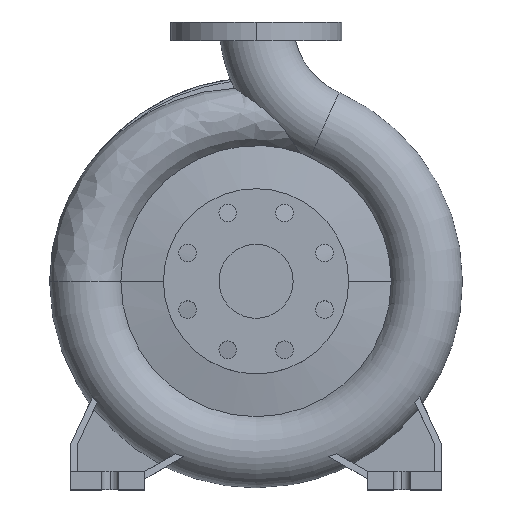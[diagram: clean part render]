
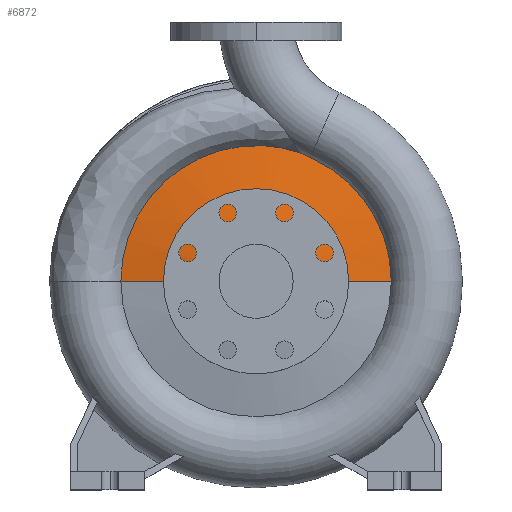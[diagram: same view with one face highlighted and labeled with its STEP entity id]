
A CAD part, top view. The second image highlights one B-rep face of the part: STEP entity #6872.
In plain terms, the highlighted conical face has half-angle 80 degrees and reference radius 217.521 mm.
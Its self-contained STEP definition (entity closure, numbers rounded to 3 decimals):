
#14 = ORIENTED_EDGE ( 'NONE', *, *, #298, .T. ) ;
#125 = CARTESIAN_POINT ( 'NONE',  ( 54.764, 135.377, 15.136 ) ) ;
#226 = CARTESIAN_POINT ( 'NONE',  ( -141.218, 37.165, 15.132 ) ) ;
#293 = CARTESIAN_POINT ( 'NONE',  ( 0., 0., 32.5 ) ) ;
#298 = EDGE_CURVE ( 'NONE', #10640, #13471, #3860, .T. ) ;
#598 = CARTESIAN_POINT ( 'NONE',  ( -106.722, 100.054, 15.101 ) ) ;
#743 = CARTESIAN_POINT ( 'NONE',  ( -82.7, 120.725, 15.078 ) ) ;
#893 = CARTESIAN_POINT ( 'NONE',  ( -115.137, 90.018, 15.107 ) ) ;
#1057 = VERTEX_POINT ( 'NONE', #1901 ) ;
#1082 = CARTESIAN_POINT ( 'NONE',  ( 47.294, 139.112, 14.968 ) ) ;
#1170 = CIRCLE ( 'NONE', #9422, 145.974 ) ;
#1409 = CARTESIAN_POINT ( 'NONE',  ( 0., 0., 2.521 ) ) ;
#1617 = LINE ( 'NONE', #9450, #11881 ) ;
#1694 = CARTESIAN_POINT ( 'NONE',  ( -75.348, 125.459, 15.072 ) ) ;
#1778 = CARTESIAN_POINT ( 'NONE',  ( 36.22, 142.456, 14.978 ) ) ;
#1847 = CARTESIAN_POINT ( 'NONE',  ( -72.844, 126.941, 15.07 ) ) ;
#1901 = CARTESIAN_POINT ( 'NONE',  ( -47.5, 0., 32.5 ) ) ;
#2324 = VERTEX_POINT ( 'NONE', #4570 ) ;
#2516 = CARTESIAN_POINT ( 'NONE',  ( -137.331, 49.649, 15.128 ) ) ;
#2878 = CARTESIAN_POINT ( 'NONE',  ( -36.909, 141.806, 15.04 ) ) ;
#2961 = CARTESIAN_POINT ( 'NONE',  ( -24.113, 144.625, 15.027 ) ) ;
#3030 = CARTESIAN_POINT ( 'NONE',  ( 1.725, 146.816, 15.006 ) ) ;
#3538 = B_SPLINE_CURVE_WITH_KNOTS ( 'NONE', 3,
 ( #10627, #12569, #4794, #11458, #13742, #226, #9230, #8130, #12646, #8195, #2516, #12709, #7011, #10488, #4861, #7080, #5977, #893, #5085, #3975, #9600, #598, #11811, #8416, #5377, #743, #7526, #9895, #1694, #1847, #13153, #10710, #8645, #13001, #14104, #2878, #4135, #7602, #11967, #8487, #2961, #6342, #7457, #3030, #14178, #12040, #6192, #7381, #11898, #1778, #8714, #6269 ),
 .UNSPECIFIED., .F., .F.,
 ( 4, 2, 2, 2, 2, 2, 2, 2, 2, 2, 2, 2, 2, 2, 2, 2, 2, 2, 2, 2, 2, 2, 2, 2, 2, 4 ),
 ( 0., 0.017, 0.035, 0.043, 0.048, 0.052, 0.069, 0.086, 0.095, 0.099, 0.104, 0.121, 0.138, 0.147, 0.151, 0.156, 0.173, 0.19, 0.194, 0.199, 0.207, 0.225, 0.242, 0.251, 0.259, 0.276 ),
 .UNSPECIFIED. ) ;
#3770 = AXIS2_PLACEMENT_3D ( 'NONE', #1409, #7978, #5831 ) ;
#3860 = B_SPLINE_CURVE_WITH_KNOTS ( 'NONE', 3,
 ( #8907, #125, #14458, #1082 ),
 .UNSPECIFIED., .F., .F.,
 ( 4, 4 ),
 ( 0.022, 0.034 ),
 .UNSPECIFIED. ) ;
#3975 = CARTESIAN_POINT ( 'NONE',  ( -112.396, 93.433, 15.105 ) ) ;
#4135 = CARTESIAN_POINT ( 'NONE',  ( -35.502, 142.173, 15.038 ) ) ;
#4570 = CARTESIAN_POINT ( 'NONE',  ( -145.974, 0., 15.136 ) ) ;
#4653 = ORIENTED_EDGE ( 'NONE', *, *, #5018, .T. ) ;
#4794 = CARTESIAN_POINT ( 'NONE',  ( -145.626, 11.625, 15.136 ) ) ;
#4809 = ORIENTED_EDGE ( 'NONE', *, *, #10003, .F. ) ;
#4861 = CARTESIAN_POINT ( 'NONE',  ( -124.305, 76.994, 15.113 ) ) ;
#5018 = EDGE_CURVE ( 'NONE', #6383, #10640, #1170, .T. ) ;
#5085 = CARTESIAN_POINT ( 'NONE',  ( -114.234, 91.165, 15.106 ) ) ;
#5130 = CARTESIAN_POINT ( 'NONE',  ( 47.5, 0., 32.5 ) ) ;
#5377 = CARTESIAN_POINT ( 'NONE',  ( -89.746, 115.641, 15.085 ) ) ;
#5471 = LINE ( 'NONE', #7764, #5658 ) ;
#5658 = VECTOR ( 'NONE', #12280, 1000. ) ;
#5831 = DIRECTION ( 'NONE',  ( -1., 0., 0. ) ) ;
#5977 = CARTESIAN_POINT ( 'NONE',  ( -117.783, 86.546, 15.108 ) ) ;
#6111 = DIRECTION ( 'NONE',  ( -0.985, 0., -0.174 ) ) ;
#6166 = EDGE_LOOP ( 'NONE', ( #14611, #9031, #4653, #14, #9530, #4809 ) ) ;
#6192 = CARTESIAN_POINT ( 'NONE',  ( 19.099, 145.571, 14.993 ) ) ;
#6269 = CARTESIAN_POINT ( 'NONE',  ( 47.294, 139.112, 14.968 ) ) ;
#6342 = CARTESIAN_POINT ( 'NONE',  ( -15.53, 145.926, 15.02 ) ) ;
#6383 = VERTEX_POINT ( 'NONE', #8853 ) ;
#6678 = EDGE_CURVE ( 'NONE', #14565, #6383, #5471, .T. ) ;
#6872 = ADVANCED_FACE ( 'NONE', ( #9098 ), #10149, .T. ) ;
#7011 = CARTESIAN_POINT ( 'NONE',  ( -132.477, 61.772, 15.122 ) ) ;
#7070 = DIRECTION ( 'NONE',  ( 1., 0., 0. ) ) ;
#7080 = CARTESIAN_POINT ( 'NONE',  ( -119.47, 84.19, 15.11 ) ) ;
#7381 = CARTESIAN_POINT ( 'NONE',  ( 24.858, 144.727, 14.988 ) ) ;
#7457 = CARTESIAN_POINT ( 'NONE',  ( -9.791, 146.449, 15.015 ) ) ;
#7494 = EDGE_CURVE ( 'NONE', #14565, #1057, #13243, .T. ) ;
#7526 = CARTESIAN_POINT ( 'NONE',  ( -80.294, 122.354, 15.076 ) ) ;
#7602 = CARTESIAN_POINT ( 'NONE',  ( -32.672, 142.866, 15.035 ) ) ;
#7764 = CARTESIAN_POINT ( 'NONE',  ( 217.521, 0., 2.521 ) ) ;
#7978 = DIRECTION ( 'NONE',  ( 0., 0., -1. ) ) ;
#8130 = CARTESIAN_POINT ( 'NONE',  ( -139.192, 44.123, 15.13 ) ) ;
#8195 = CARTESIAN_POINT ( 'NONE',  ( -137.819, 48.271, 15.128 ) ) ;
#8416 = CARTESIAN_POINT ( 'NONE',  ( -94.212, 111.994, 15.09 ) ) ;
#8487 = CARTESIAN_POINT ( 'NONE',  ( -26.969, 144.105, 15.03 ) ) ;
#8645 = CARTESIAN_POINT ( 'NONE',  ( -60.031, 133.65, 15.061 ) ) ;
#8714 = CARTESIAN_POINT ( 'NONE',  ( 41.801, 140.949, 14.973 ) ) ;
#8853 = CARTESIAN_POINT ( 'NONE',  ( 145.974, 0., 15.136 ) ) ;
#8907 = CARTESIAN_POINT ( 'NONE',  ( 58.593, 133.699, 15.136 ) ) ;
#9031 = ORIENTED_EDGE ( 'NONE', *, *, #6678, .T. ) ;
#9098 = FACE_OUTER_BOUND ( 'NONE', #6166, .T. ) ;
#9103 = DIRECTION ( 'NONE',  ( 0., 0., 1. ) ) ;
#9230 = CARTESIAN_POINT ( 'NONE',  ( -140.459, 39.957, 15.131 ) ) ;
#9389 = CARTESIAN_POINT ( 'NONE',  ( 0., 0., 15.136 ) ) ;
#9422 = AXIS2_PLACEMENT_3D ( 'NONE', #9389, #9103, #13607 ) ;
#9450 = CARTESIAN_POINT ( 'NONE',  ( -217.521, 0., 2.521 ) ) ;
#9530 = ORIENTED_EDGE ( 'NONE', *, *, #10023, .F. ) ;
#9600 = CARTESIAN_POINT ( 'NONE',  ( -111.462, 94.55, 15.104 ) ) ;
#9796 = CARTESIAN_POINT ( 'NONE',  ( 58.593, 133.699, 15.136 ) ) ;
#9895 = CARTESIAN_POINT ( 'NONE',  ( -76.594, 124.697, 15.073 ) ) ;
#10003 = EDGE_CURVE ( 'NONE', #1057, #2324, #1617, .T. ) ;
#10023 = EDGE_CURVE ( 'NONE', #2324, #13471, #3538, .T. ) ;
#10149 = CONICAL_SURFACE ( 'NONE', #3770, 217.521, 1.396 ) ;
#10488 = CARTESIAN_POINT ( 'NONE',  ( -127.228, 72.03, 15.116 ) ) ;
#10627 = CARTESIAN_POINT ( 'NONE',  ( -145.974, 0., 15.136 ) ) ;
#10640 = VERTEX_POINT ( 'NONE', #9796 ) ;
#10710 = CARTESIAN_POINT ( 'NONE',  ( -65.238, 131.166, 15.065 ) ) ;
#11120 = AXIS2_PLACEMENT_3D ( 'NONE', #293, #13810, #7070 ) ;
#11458 = CARTESIAN_POINT ( 'NONE',  ( -144.262, 23.077, 15.135 ) ) ;
#11811 = CARTESIAN_POINT ( 'NONE',  ( -102.7, 104.2, 15.098 ) ) ;
#11881 = VECTOR ( 'NONE', #6111, 1000. ) ;
#11898 = CARTESIAN_POINT ( 'NONE',  ( 27.715, 144.221, 14.985 ) ) ;
#11967 = CARTESIAN_POINT ( 'NONE',  ( -31.246, 143.193, 15.034 ) ) ;
#12040 = CARTESIAN_POINT ( 'NONE',  ( 16.191, 145.909, 14.995 ) ) ;
#12280 = DIRECTION ( 'NONE',  ( 0.985, 0., -0.174 ) ) ;
#12569 = CARTESIAN_POINT ( 'NONE',  ( -145.974, 5.842, 15.136 ) ) ;
#12646 = CARTESIAN_POINT ( 'NONE',  ( -138.749, 45.508, 15.129 ) ) ;
#12709 = CARTESIAN_POINT ( 'NONE',  ( -134.804, 56.478, 15.125 ) ) ;
#13001 = CARTESIAN_POINT ( 'NONE',  ( -49.362, 138.002, 15.052 ) ) ;
#13153 = CARTESIAN_POINT ( 'NONE',  ( -71.583, 127.662, 15.069 ) ) ;
#13243 = CIRCLE ( 'NONE', #11120, 47.5 ) ;
#13471 = VERTEX_POINT ( 'NONE', #14095 ) ;
#13607 = DIRECTION ( 'NONE',  ( -1., 0., 0. ) ) ;
#13742 = CARTESIAN_POINT ( 'NONE',  ( -143.245, 28.747, 15.134 ) ) ;
#13810 = DIRECTION ( 'NONE',  ( 0., 0., 1. ) ) ;
#14095 = CARTESIAN_POINT ( 'NONE',  ( 47.294, 139.112, 14.968 ) ) ;
#14104 = CARTESIAN_POINT ( 'NONE',  ( -43.9, 139.87, 15.047 ) ) ;
#14178 = CARTESIAN_POINT ( 'NONE',  ( 7.5, 146.66, 15.002 ) ) ;
#14458 = CARTESIAN_POINT ( 'NONE',  ( 50.997, 137.181, 15.08 ) ) ;
#14565 = VERTEX_POINT ( 'NONE', #5130 ) ;
#14611 = ORIENTED_EDGE ( 'NONE', *, *, #7494, .F. ) ;
